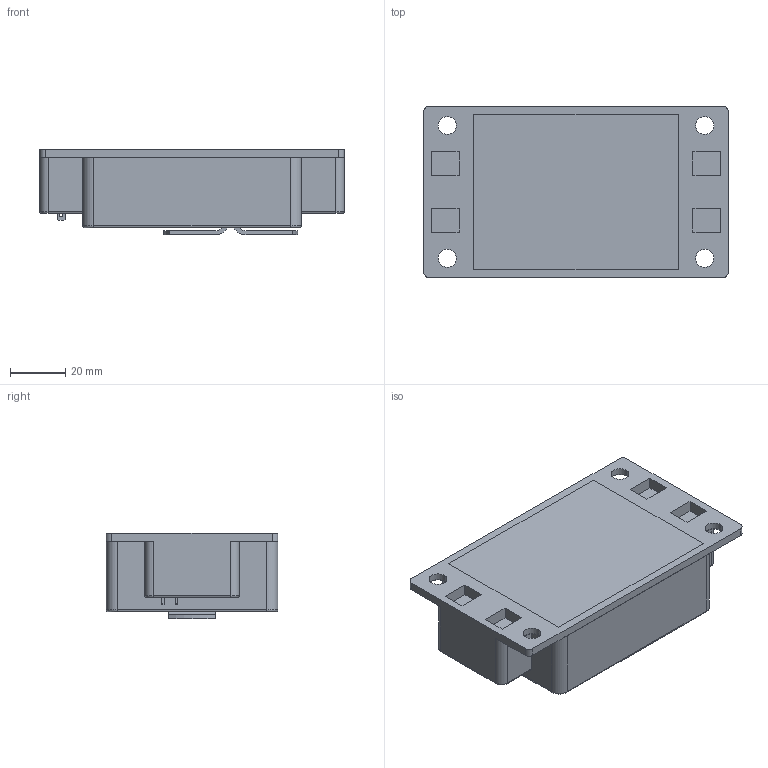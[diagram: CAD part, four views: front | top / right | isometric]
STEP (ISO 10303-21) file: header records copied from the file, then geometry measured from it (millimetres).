
FILE_DESCRIPTION((''),'2;1');
FILE_NAME('IXYS_Y3-Li_FLIP.stp','2014-01-15T08:59:43',(''),(''),'Mechanical Desktop 2011','Mechanical Desktop 2011',', , ');
FILE_SCHEMA(('AUTOMOTIVE_DESIGN { 1 2 10303 214 1 1 1 1 }'));
Length unit declared in the file: millimetre
Products named in the file (1): Product
Bounding box: 110 x 62 x 31 mm (x, y, z)
Volume: 160563.2 mm3; surface area: 52116.2 mm2
Topology: 9 solids, 9 shells, 271 faces, 666 edges, 436 vertices
Faces by surface type: plane 146, bspline 73, cylinder 38, cone 8, torus 6
Entity records: 8212 total; most frequent: CARTESIAN_POINT 1831, ORIENTED_EDGE 1332, DIRECTION 1180, EDGE_CURVE 666, VECTOR 550, LINE 550, VERTEX_POINT 436, AXIS2_PLACEMENT_3D 315
